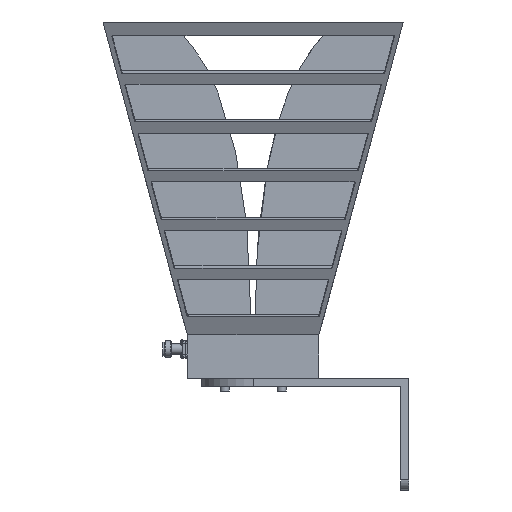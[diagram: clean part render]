
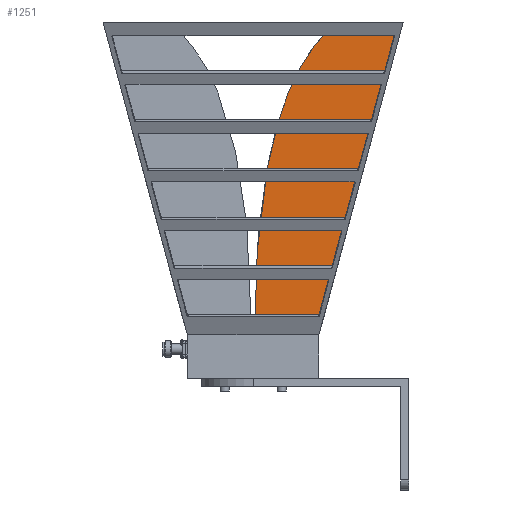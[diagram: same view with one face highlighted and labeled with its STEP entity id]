
A CAD part, left-side view. The second image highlights one B-rep face of the part: STEP entity #1251.
In plain terms, the highlighted planar face has unit normal (-1, 0, 0).
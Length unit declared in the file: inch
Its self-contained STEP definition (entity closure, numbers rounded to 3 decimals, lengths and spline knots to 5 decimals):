
#1248 = CARTESIAN_POINT ( 'NONE',  ( -0.35433, -3.19227, 11.88484 ) ) ;
#1251 = ADVANCED_FACE ( 'NONE', ( #41434 ), #19263, .F. ) ;
#2920 = DIRECTION ( 'NONE',  ( 0., 1., 0. ) ) ;
#3323 = CARTESIAN_POINT ( 'NONE',  ( -0.35433, -1.27281, 11.88976 ) ) ;
#3505 = VERTEX_POINT ( 'NONE', #43020 ) ;
#8081 = CARTESIAN_POINT ( 'NONE',  ( -0.35433, -5.49673, 11.88976 ) ) ;
#10013 = B_SPLINE_CURVE_WITH_KNOTS ( 'NONE', 3,
 ( #36820, #20781, #23500, #15887, #40246, #40952, #20412, #39896, #24561, #31637, #28225, #31994, #47985, #28917 ),
 .UNSPECIFIED., .F., .F.,
 ( 4, 1, 1, 1, 1, 1, 1, 1, 1, 1, 1, 4 ),
 ( 0.00079, 0.04742, 0.08846, 0.14056, 0.18882, 0.23508, 0.30251, 0.36818, 0.49673, 0.62342, 0.74925, 1. ),
 .UNSPECIFIED. ) ;
#10365 = DIRECTION ( 'NONE',  ( 0., 1., 0. ) ) ;
#11886 = ORIENTED_EDGE ( 'NONE', *, *, #40514, .T. ) ;
#12013 = CARTESIAN_POINT ( 'NONE',  ( -0.35433, -3.19802, 11.88814 ) ) ;
#12455 = LINE ( 'NONE', #52371, #12551 ) ;
#12551 = VECTOR ( 'NONE', #37054, 39.37008 ) ;
#14825 = LINE ( 'NONE', #25405, #50558 ) ;
#15058 = ORIENTED_EDGE ( 'NONE', *, *, #38320, .F. ) ;
#15887 = CARTESIAN_POINT ( 'NONE',  ( -0.35433, -2.38774, 11.05999 ) ) ;
#16217 = ORIENTED_EDGE ( 'NONE', *, *, #24841, .T. ) ;
#17467 = DIRECTION ( 'NONE',  ( 0., 0.26, -0.966 ) ) ;
#17565 = CARTESIAN_POINT ( 'NONE',  ( -0.35433, -3.20091, 11.88976 ) ) ;
#19263 = PLANE ( 'NONE',  #23189 ) ;
#19309 = ORIENTED_EDGE ( 'NONE', *, *, #49231, .F. ) ;
#20412 = CARTESIAN_POINT ( 'NONE',  ( -0.35433, -1.42612, 9.42907 ) ) ;
#20781 = CARTESIAN_POINT ( 'NONE',  ( -0.35433, -3.02198, 11.78671 ) ) ;
#21321 = EDGE_CURVE ( 'NONE', #35600, #31720, #14825, .T. ) ;
#23189 = AXIS2_PLACEMENT_3D ( 'NONE', #30881, #47568, #2920 ) ;
#23500 = CARTESIAN_POINT ( 'NONE',  ( -0.35433, -2.76652, 11.50658 ) ) ;
#24561 = CARTESIAN_POINT ( 'NONE',  ( -0.35433, -0.81888, 7.67166 ) ) ;
#24841 = EDGE_CURVE ( 'NONE', #35600, #32906, #47536, .T. ) ;
#25405 = CARTESIAN_POINT ( 'NONE',  ( -0.35433, -3.95452, 6.15987 ) ) ;
#26536 = ORIENTED_EDGE ( 'NONE', *, *, #21321, .F. ) ;
#28180 = VERTEX_POINT ( 'NONE', #41436 ) ;
#28225 = CARTESIAN_POINT ( 'NONE',  ( -0.35433, -0.28947, 4.75914 ) ) ;
#28917 = CARTESIAN_POINT ( 'NONE',  ( -0.35433, -0.05512, 0. ) ) ;
#30881 = CARTESIAN_POINT ( 'NONE',  ( -0.35433, -2.54563, 6.34741 ) ) ;
#31334 = B_SPLINE_CURVE_WITH_KNOTS ( 'NONE', 3,
 ( #1248, #42253, #12013, #17565 ),
 .UNSPECIFIED., .F., .F.,
 ( 4, 4 ),
 ( 0., 1. ),
 .UNSPECIFIED. ) ;
#31637 = CARTESIAN_POINT ( 'NONE',  ( -0.35433, -0.52126, 6.34989 ) ) ;
#31720 = VERTEX_POINT ( 'NONE', #45239 ) ;
#31994 = CARTESIAN_POINT ( 'NONE',  ( -0.35433, -0.09706, 2.64537 ) ) ;
#32906 = VERTEX_POINT ( 'NONE', #36282 ) ;
#35600 = VERTEX_POINT ( 'NONE', #8081 ) ;
#36282 = CARTESIAN_POINT ( 'NONE',  ( -0.35433, -3.20091, 11.88976 ) ) ;
#36820 = CARTESIAN_POINT ( 'NONE',  ( -0.35433, -3.19227, 11.88484 ) ) ;
#37054 = DIRECTION ( 'NONE',  ( 0., 1., 0. ) ) ;
#38320 = EDGE_CURVE ( 'NONE', #28180, #32906, #31334, .T. ) ;
#39896 = CARTESIAN_POINT ( 'NONE',  ( -0.35433, -1.14477, 8.72632 ) ) ;
#40246 = CARTESIAN_POINT ( 'NONE',  ( -0.35433, -2.0222, 10.58598 ) ) ;
#40514 = EDGE_CURVE ( 'NONE', #28180, #3505, #10013, .T. ) ;
#40952 = CARTESIAN_POINT ( 'NONE',  ( -0.35433, -1.71732, 10.04684 ) ) ;
#41434 = FACE_OUTER_BOUND ( 'NONE', #43447, .T. ) ;
#41436 = CARTESIAN_POINT ( 'NONE',  ( -0.35433, -3.19227, 11.88484 ) ) ;
#42253 = CARTESIAN_POINT ( 'NONE',  ( -0.35433, -3.19514, 11.8865 ) ) ;
#43020 = CARTESIAN_POINT ( 'NONE',  ( -0.35433, -0.05512, 0. ) ) ;
#43447 = EDGE_LOOP ( 'NONE', ( #19309, #26536, #16217, #15058, #11886 ) ) ;
#45239 = CARTESIAN_POINT ( 'NONE',  ( -0.35433, -2.29659, 0. ) ) ;
#47536 = LINE ( 'NONE', #3323, #48428 ) ;
#47568 = DIRECTION ( 'NONE',  ( 1., 0., 0. ) ) ;
#47985 = CARTESIAN_POINT ( 'NONE',  ( -0.35433, -0.05608, 1.05697 ) ) ;
#48428 = VECTOR ( 'NONE', #10365, 39.37008 ) ;
#49231 = EDGE_CURVE ( 'NONE', #31720, #3505, #12455, .T. ) ;
#50558 = VECTOR ( 'NONE', #17467, 39.37008 ) ;
#52371 = CARTESIAN_POINT ( 'NONE',  ( -0.35433, -2.54563, 0. ) ) ;
